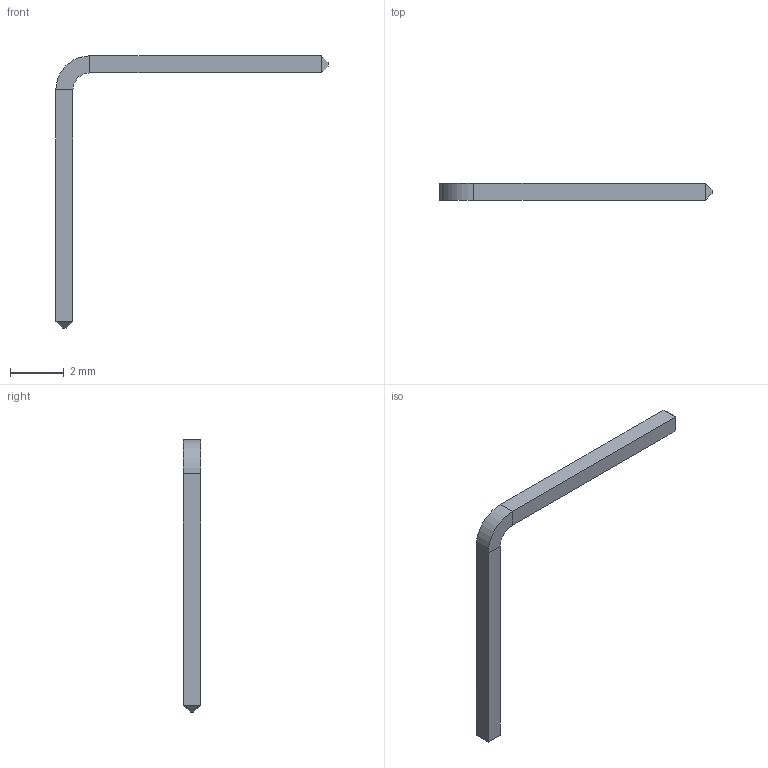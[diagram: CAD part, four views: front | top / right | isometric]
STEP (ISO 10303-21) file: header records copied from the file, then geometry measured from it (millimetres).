
FILE_DESCRIPTION(/* description */ (''),/* implementation_level */ '2;1');
FILE_NAME(/* name */ '827-7362-100',/* time_stamp */ '2000-05-10T14:39:03-05:00',/* author */ (''),/* organization */ (''),/* preprocessor_version */ 'ST-DEVELOPER 1.6',/* originating_system */ 'UNIGRAPHICS SOLUTIONS - UNIGRAPHICS 15.0',/* authorisation */ '');
FILE_SCHEMA (('CONFIG_CONTROL_DESIGN'));
Length unit declared in the file: inch
Products named in the file (1): rwhe54ca00n6
Bounding box: 10.16 x 0.64 x 10.16 mm (x, y, z)
Volume: 7.7 mm3; surface area: 48.8 mm2
Topology: 1 solids, 1 shells, 22 faces, 44 edges, 24 vertices
Faces by surface type: plane 20, cylinder 2
Entity records: 632 total; most frequent: DIRECTION 94, CARTESIAN_POINT 91, ORIENTED_EDGE 88, EDGE_CURVE 44, VECTOR 40, LINE 40, AXIS2_PLACEMENT_3D 27, VERTEX_POINT 24
